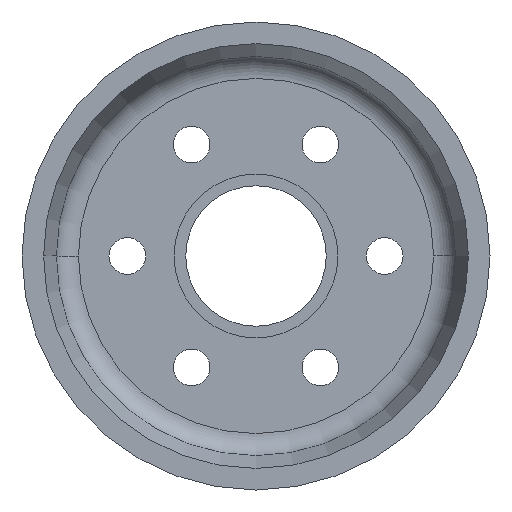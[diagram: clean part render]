
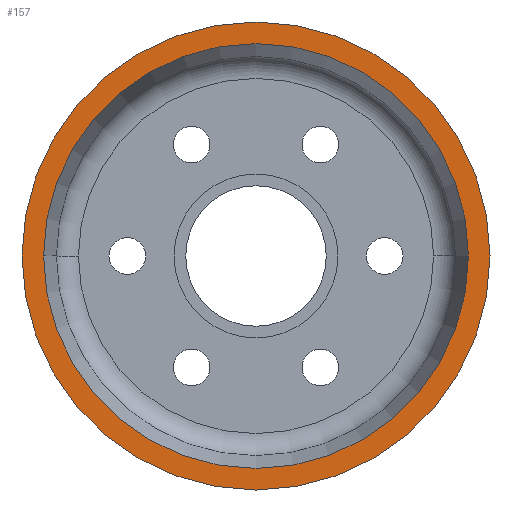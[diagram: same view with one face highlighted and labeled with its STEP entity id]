
A CAD part, left-side view. The second image highlights one B-rep face of the part: STEP entity #157.
In plain terms, the highlighted planar face has unit normal (-1, 0, 0).
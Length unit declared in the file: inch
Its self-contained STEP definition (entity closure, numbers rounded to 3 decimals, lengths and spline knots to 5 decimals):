
#25 = CARTESIAN_POINT ( 'NONE',  ( -0.5625, 0., -1.25 ) ) ;
#26 = PLANE ( 'NONE',  #32 ) ;
#32 = AXIS2_PLACEMENT_3D ( 'NONE', #1798, #1132, #1478 ) ;
#72 = AXIS2_PLACEMENT_3D ( 'NONE', #1932, #499, #2095 ) ;
#93 = DIRECTION ( 'NONE',  ( 1., 0., 0. ) ) ;
#157 = ADVANCED_FACE ( 'NONE', ( #1850, #1785 ), #26, .T. ) ;
#161 = EDGE_CURVE ( 'NONE', #1639, #262, #1453, .T. ) ;
#175 = CARTESIAN_POINT ( 'NONE',  ( -0.5625, 0., 0. ) ) ;
#196 = ORIENTED_EDGE ( 'NONE', *, *, #1386, .T. ) ;
#214 = AXIS2_PLACEMENT_3D ( 'NONE', #622, #284, #1874 ) ;
#262 = VERTEX_POINT ( 'NONE', #2263 ) ;
#284 = DIRECTION ( 'NONE',  ( 1., 0., 0. ) ) ;
#331 = EDGE_CURVE ( 'NONE', #262, #1639, #440, .T. ) ;
#405 = CARTESIAN_POINT ( 'NONE',  ( -0.5625, -1.1348, 0. ) ) ;
#440 = CIRCLE ( 'NONE', #214, 1.25 ) ;
#499 = DIRECTION ( 'NONE',  ( 1., 0., 0. ) ) ;
#597 = DIRECTION ( 'NONE',  ( 1., 0., 0. ) ) ;
#622 = CARTESIAN_POINT ( 'NONE',  ( -0.5625, 0., 0. ) ) ;
#749 = ORIENTED_EDGE ( 'NONE', *, *, #161, .F. ) ;
#821 = EDGE_CURVE ( 'NONE', #2260, #2126, #868, .T. ) ;
#836 = AXIS2_PLACEMENT_3D ( 'NONE', #1310, #93, #1287 ) ;
#868 = CIRCLE ( 'NONE', #72, 1.1348 ) ;
#897 = AXIS2_PLACEMENT_3D ( 'NONE', #175, #597, #1674 ) ;
#1053 = EDGE_LOOP ( 'NONE', ( #196, #1686 ) ) ;
#1132 = DIRECTION ( 'NONE',  ( -1., 0., 0. ) ) ;
#1246 = CIRCLE ( 'NONE', #836, 1.1348 ) ;
#1287 = DIRECTION ( 'NONE',  ( 0., 1., 0. ) ) ;
#1310 = CARTESIAN_POINT ( 'NONE',  ( -0.5625, 0., 0. ) ) ;
#1386 = EDGE_CURVE ( 'NONE', #2126, #2260, #1246, .T. ) ;
#1403 = ORIENTED_EDGE ( 'NONE', *, *, #331, .F. ) ;
#1453 = CIRCLE ( 'NONE', #897, 1.25 ) ;
#1478 = DIRECTION ( 'NONE',  ( 0., 0., -1. ) ) ;
#1572 = CARTESIAN_POINT ( 'NONE',  ( -0.5625, 1.1348, 0. ) ) ;
#1639 = VERTEX_POINT ( 'NONE', #25 ) ;
#1674 = DIRECTION ( 'NONE',  ( 0., 0., -1. ) ) ;
#1686 = ORIENTED_EDGE ( 'NONE', *, *, #821, .T. ) ;
#1785 = FACE_OUTER_BOUND ( 'NONE', #2204, .T. ) ;
#1798 = CARTESIAN_POINT ( 'NONE',  ( -0.5625, 0., 0. ) ) ;
#1850 = FACE_BOUND ( 'NONE', #1053, .T. ) ;
#1874 = DIRECTION ( 'NONE',  ( 0., 0., -1. ) ) ;
#1932 = CARTESIAN_POINT ( 'NONE',  ( -0.5625, 0., 0. ) ) ;
#2095 = DIRECTION ( 'NONE',  ( 0., 1., 0. ) ) ;
#2126 = VERTEX_POINT ( 'NONE', #405 ) ;
#2204 = EDGE_LOOP ( 'NONE', ( #749, #1403 ) ) ;
#2260 = VERTEX_POINT ( 'NONE', #1572 ) ;
#2263 = CARTESIAN_POINT ( 'NONE',  ( -0.5625, 0., 1.25 ) ) ;
